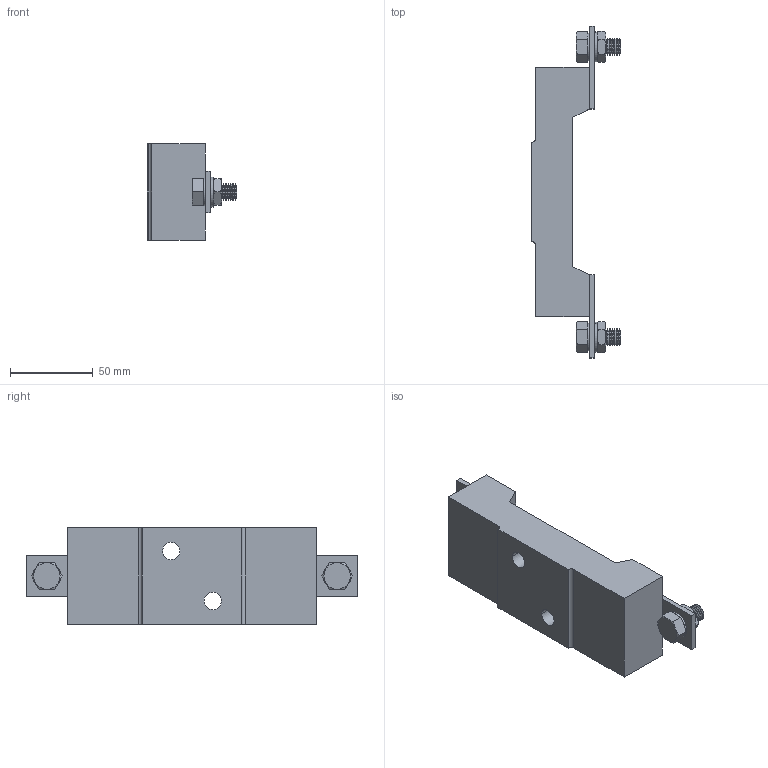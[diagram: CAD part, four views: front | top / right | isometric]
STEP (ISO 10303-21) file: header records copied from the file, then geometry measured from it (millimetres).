
FILE_DESCRIPTION (( 'STEP AP203' ), '1' );
FILE_NAME ('Îñíîâàíèå ñ äåðæàòåëåì ê ÏÏÍ EKF PROxima ÎÑÍ 35.SLDPRT.STEP', '2016-11-02T19:58:37', ( '' ), ( '' ), 'SwSTEP 2.0', 'SolidWorks 2014', '' );
FILE_SCHEMA (( 'CONFIG_CONTROL_DESIGN' ));
Length unit declared in the file: millimetre
Products named in the file (6): Îñíîâàíèå ñ äåðæàòåëåì ê ÏÏÍ EKF PROxima ÎÑÍ - 35; Îñíîâàíèå ñ äåðæàòåëåì ê ÏÏÍ EKF PROxima ÎÑÍ 35.SLDPRT; hex screw gradec_din_ISO 4018 - M10 x 20-NS; hex thin nut chamfered gradeab_din_Hexagon Thin Nut ISO 4035 - M10 - S; shim-support ring_din_DIN 988-S11x17; curved spring lock washer_din_Spring washer DIN 128 - A10
Assembly tree (9 placements, depth 2):
  Îñíîâàíèå ñ äåðæàòåëåì ê ÏÏÍ EKF PROxima ÎÑÍ 35.SLDPRT
    Îñíîâàíèå ñ äåðæàòåëåì ê ÏÏÍ EKF PROxima ÎÑÍ - 35
    shim-support ring_din_DIN 988-S11x17  x2
    curved spring lock washer_din_Spring washer DIN 128 - A10  x2
    hex screw gradec_din_ISO 4018 - M10 x 20-NS  x2
    hex thin nut chamfered gradeab_din_Hexagon Thin Nut ISO 4035 - M10 - S  x2
Bounding box: 53.8 x 200 x 58 mm (x, y, z)
Volume: 242185.6 mm3; surface area: 42153.5 mm2
Topology: 9 solids, 9 shells, 366 faces, 876 edges, 532 vertices
Faces by surface type: cone 184, cylinder 102, plane 76, torus 4
Entity records: 6892 total; most frequent: CARTESIAN_POINT 1241, DIRECTION 1116, ORIENTED_EDGE 988, EDGE_CURVE 494, AXIS2_PLACEMENT_3D 445, VERTEX_POINT 302, CIRCLE 228, LINE 226
